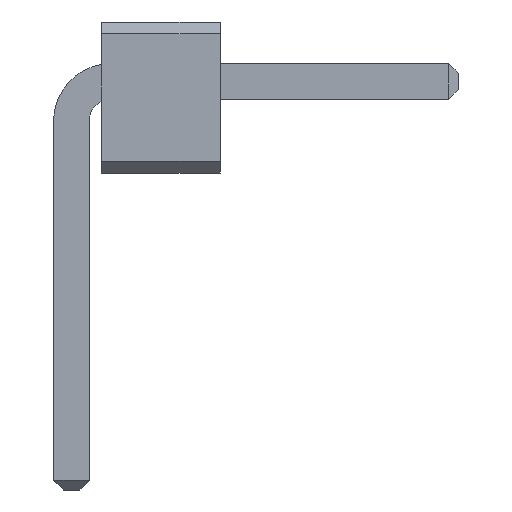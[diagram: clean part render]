
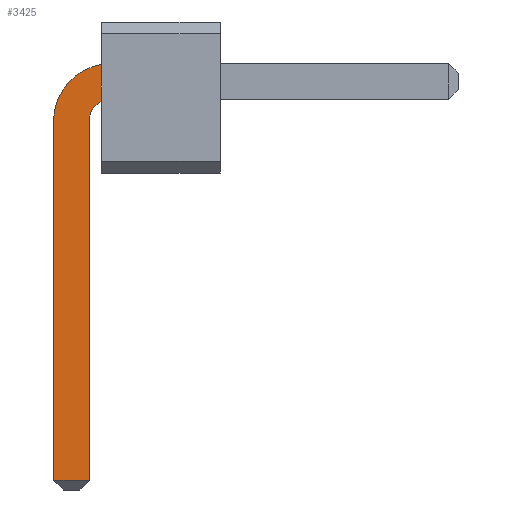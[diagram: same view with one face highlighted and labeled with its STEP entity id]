
A CAD part, front view. The second image highlights one B-rep face of the part: STEP entity #3425.
In plain terms, the highlighted planar face has unit normal (0, -1, 0).
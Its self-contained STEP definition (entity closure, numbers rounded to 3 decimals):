
#1233 = EDGE_CURVE('',#1234,#1236,#1238,.T.);
#1234 = VERTEX_POINT('',#1235);
#1235 = CARTESIAN_POINT('',(0.25,-6.15,0.779));
#1236 = VERTEX_POINT('',#1237);
#1237 = CARTESIAN_POINT('',(0.25,-6.15,0.467));
#1238 = LINE('',#1239,#1240);
#1239 = CARTESIAN_POINT('',(0.25,-6.15,0.1));
#1240 = VECTOR('',#1241,1.);
#1241 = DIRECTION('',(0.,0.,-1.));
#3425 = ADVANCED_FACE('',(#3426),#3469,.F.);
#3426 = FACE_BOUND('',#3427,.F.);
#3427 = EDGE_LOOP('',(#3428,#3429,#3438,#3446,#3454,#3462));
#3428 = ORIENTED_EDGE('',*,*,#1233,.T.);
#3429 = ORIENTED_EDGE('',*,*,#3430,.T.);
#3430 = EDGE_CURVE('',#1236,#3431,#3433,.T.);
#3431 = VERTEX_POINT('',#3432);
#3432 = CARTESIAN_POINT('',(0.15,-6.15,0.335));
#3433 = CIRCLE('',#3434,0.194);
#3434 = AXIS2_PLACEMENT_3D('',#3435,#3436,#3437);
#3435 = CARTESIAN_POINT('',(0.34,-6.15,0.295));
#3436 = DIRECTION('',(0.,-1.,0.));
#3437 = DIRECTION('',(-0.207,0.,0.978)
);
#3438 = ORIENTED_EDGE('',*,*,#3439,.T.);
#3439 = EDGE_CURVE('',#3431,#3440,#3442,.T.);
#3440 = VERTEX_POINT('',#3441);
#3441 = CARTESIAN_POINT('',(0.15,-6.15,-2.72));
#3442 = LINE('',#3443,#3444);
#3443 = CARTESIAN_POINT('',(0.15,-6.15,0.335));
#3444 = VECTOR('',#3445,1.);
#3445 = DIRECTION('',(0.,0.,-1.));
#3446 = ORIENTED_EDGE('',*,*,#3447,.T.);
#3447 = EDGE_CURVE('',#3440,#3448,#3450,.T.);
#3448 = VERTEX_POINT('',#3449);
#3449 = CARTESIAN_POINT('',(-0.15,-6.15,-2.72));
#3450 = LINE('',#3451,#3452);
#3451 = CARTESIAN_POINT('',(0.15,-6.15,-2.72));
#3452 = VECTOR('',#3453,1.);
#3453 = DIRECTION('',(-1.,0.,0.));
#3454 = ORIENTED_EDGE('',*,*,#3455,.T.);
#3455 = EDGE_CURVE('',#3448,#3456,#3458,.T.);
#3456 = VERTEX_POINT('',#3457);
#3457 = CARTESIAN_POINT('',(-0.15,-6.15,0.335));
#3458 = LINE('',#3459,#3460);
#3459 = CARTESIAN_POINT('',(-0.15,-6.15,-2.8));
#3460 = VECTOR('',#3461,1.);
#3461 = DIRECTION('',(0.,0.,1.));
#3462 = ORIENTED_EDGE('',*,*,#3463,.T.);
#3463 = EDGE_CURVE('',#3456,#1234,#3464,.T.);
#3464 = CIRCLE('',#3465,0.485);
#3465 = AXIS2_PLACEMENT_3D('',#3466,#3467,#3468);
#3466 = CARTESIAN_POINT('',(0.333,-6.15,0.302));
#3467 = DIRECTION('',(0.,1.,0.));
#3468 = DIRECTION('',(-0.998,0.,
0.069));
#3469 = PLANE('',#3470);
#3470 = AXIS2_PLACEMENT_3D('',#3471,#3472,#3473);
#3471 = CARTESIAN_POINT('',(0.841,-6.15,-0.301));
#3472 = DIRECTION('',(0.,1.,-0.));
#3473 = DIRECTION('',(0.,0.,-1.));
